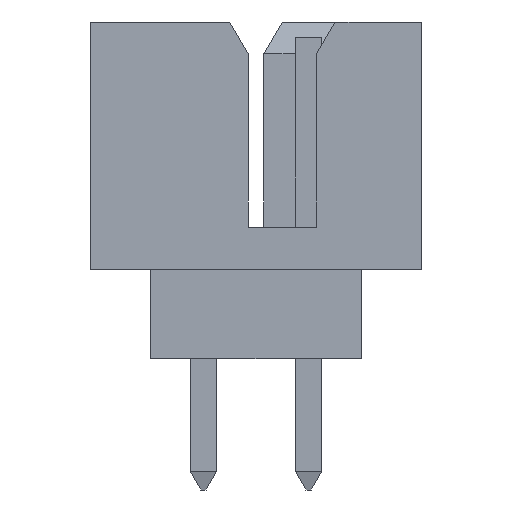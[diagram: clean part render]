
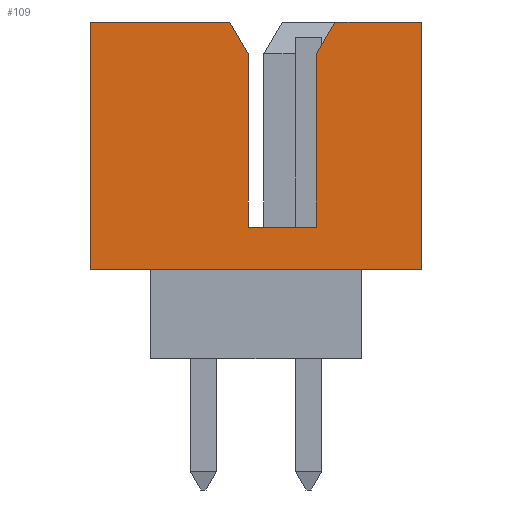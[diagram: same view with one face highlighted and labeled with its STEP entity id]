
A CAD part, left-side view. The second image highlights one B-rep face of the part: STEP entity #109.
In plain terms, the highlighted planar face has unit normal (-1, 0, 0).
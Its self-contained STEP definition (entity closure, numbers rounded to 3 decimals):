
#109=ADVANCED_FACE('',(#527),#318,.T.);
#318=PLANE('',#3896);
#527=FACE_OUTER_BOUND('',#757,.T.);
#757=EDGE_LOOP('',(#1252,#1253,#1254,#1255,#1256,#1257,#1258,#1259,#1260,
#1261));
#1252=ORIENTED_EDGE('',*,*,#2550,.F.);
#1253=ORIENTED_EDGE('',*,*,#2332,.T.);
#1254=ORIENTED_EDGE('',*,*,#2549,.F.);
#1255=ORIENTED_EDGE('',*,*,#2551,.F.);
#1256=ORIENTED_EDGE('',*,*,#2544,.T.);
#1257=ORIENTED_EDGE('',*,*,#2314,.T.);
#1258=ORIENTED_EDGE('',*,*,#2552,.F.);
#1259=ORIENTED_EDGE('',*,*,#2553,.F.);
#1260=ORIENTED_EDGE('',*,*,#2495,.F.);
#1261=ORIENTED_EDGE('',*,*,#2554,.F.);
#1982=VERTEX_POINT('',#5049);
#1983=VERTEX_POINT('',#5051);
#1993=VERTEX_POINT('',#5076);
#1998=VERTEX_POINT('',#5086);
#2122=VERTEX_POINT('',#5407);
#2123=VERTEX_POINT('',#5409);
#2169=VERTEX_POINT('',#5506);
#2170=VERTEX_POINT('',#5512);
#2171=VERTEX_POINT('',#5516);
#2172=VERTEX_POINT('',#5519);
#2314=EDGE_CURVE('',#1983,#1982,#2834,.T.);
#2332=EDGE_CURVE('',#1993,#1998,#2852,.T.);
#2495=EDGE_CURVE('',#2122,#2123,#3009,.T.);
#2544=EDGE_CURVE('',#2169,#1983,#3058,.T.);
#2549=EDGE_CURVE('',#2170,#1998,#3063,.T.);
#2550=EDGE_CURVE('',#1993,#2171,#3064,.T.);
#2551=EDGE_CURVE('',#2169,#2170,#3065,.T.);
#2552=EDGE_CURVE('',#2172,#1982,#3066,.T.);
#2553=EDGE_CURVE('',#2123,#2172,#3067,.T.);
#2554=EDGE_CURVE('',#2171,#2122,#3068,.T.);
#2834=LINE('',#5050,#3348);
#2852=LINE('',#5087,#3366);
#3009=LINE('',#5408,#3523);
#3058=LINE('',#5505,#3572);
#3063=LINE('',#5513,#3577);
#3064=LINE('',#5515,#3578);
#3065=LINE('',#5517,#3579);
#3066=LINE('',#5518,#3580);
#3067=LINE('',#5520,#3581);
#3068=LINE('',#5521,#3582);
#3348=VECTOR('',#4086,1.);
#3366=VECTOR('',#4110,1.);
#3523=VECTOR('',#4347,1.);
#3572=VECTOR('',#4400,1.);
#3577=VECTOR('',#4407,1.);
#3578=VECTOR('',#4410,1.);
#3579=VECTOR('',#4411,1.);
#3580=VECTOR('',#4412,1.);
#3581=VECTOR('',#4413,1.);
#3582=VECTOR('',#4414,1.);
#3896=AXIS2_PLACEMENT_3D('',#5522,#4415,#4416);
#4086=DIRECTION('',(0.,1.,0.));
#4110=DIRECTION('',(0.,1.,0.));
#4347=DIRECTION('',(0.,-1.,0.));
#4400=DIRECTION('',(0.,0.,1.));
#4407=DIRECTION('',(0.,0.,1.));
#4410=DIRECTION('',(0.,-0.504,-0.864));
#4411=DIRECTION('',(0.,1.,0.));
#4412=DIRECTION('',(0.,-0.504,0.864));
#4413=DIRECTION('',(0.,0.,1.));
#4414=DIRECTION('',(0.,0.,-1.));
#4415=DIRECTION('',(-1.,0.,0.));
#4416=DIRECTION('',(0.,0.,1.));
#5049=CARTESIAN_POINT('',(-6.325,-1.5,6.4));
#5050=CARTESIAN_POINT('',(-6.325,3.15,6.4));
#5051=CARTESIAN_POINT('',(-6.325,-3.15,6.4));
#5076=CARTESIAN_POINT('',(-6.325,0.5,6.4));
#5086=CARTESIAN_POINT('',(-6.325,3.15,6.4));
#5087=CARTESIAN_POINT('',(-6.325,3.15,6.4));
#5407=CARTESIAN_POINT('',(-6.325,0.15,2.5));
#5408=CARTESIAN_POINT('',(-6.325,3.15,2.5));
#5409=CARTESIAN_POINT('',(-6.325,-1.15,2.5));
#5505=CARTESIAN_POINT('',(-6.325,-3.15,6.4));
#5506=CARTESIAN_POINT('',(-6.325,-3.15,1.7));
#5512=CARTESIAN_POINT('',(-6.325,3.15,1.7));
#5513=CARTESIAN_POINT('',(-6.325,3.15,6.4));
#5515=CARTESIAN_POINT('',(-6.325,1.173,7.553));
#5516=CARTESIAN_POINT('',(-6.325,0.15,5.8));
#5517=CARTESIAN_POINT('',(-6.325,-3.15,1.7));
#5518=CARTESIAN_POINT('',(-6.325,-0.319,4.376));
#5519=CARTESIAN_POINT('',(-6.325,-1.15,5.8));
#5520=CARTESIAN_POINT('',(-6.325,-1.15,6.4));
#5521=CARTESIAN_POINT('',(-6.325,0.15,6.4));
#5522=CARTESIAN_POINT('',(-6.325,3.15,6.4));
